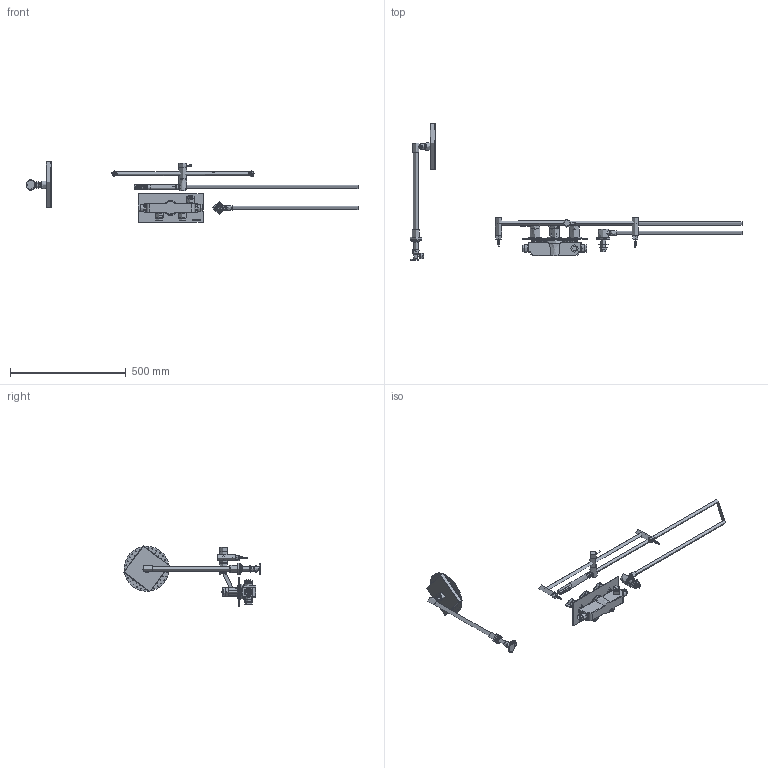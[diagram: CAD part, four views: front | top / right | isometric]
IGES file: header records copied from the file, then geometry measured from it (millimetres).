
Global section: file name: No Iges File Name specified; native system: Autodesk Inventor 2012; preprocessor: AutoDesk Inventor Iges Exporter R2012; author: mblakey; date: 20121002.142253; units: millimetre
Bounding box: 1434.3 x 589.54 x 260.04 mm (x, y, z)
Volume: 2411519.4 mm3
Topology: 81 solids, 85 shells, 4298 faces, 10196 edges, 6657 vertices
Faces by surface type: plane 2383, cylinder 622, revolution 571, bspline 326, cone 196, torus 181, sphere 19
Full cylindrical faces by diameter (mm): 2.592 x40, 2.78 x1, 3.92 x2, 5.5 x3, 5.8 x2, 6.35 x1, 7 x2, 7.8 x1, 8 x1, 8.2 x2, 8.85 x2, 8.9 x1, 9.4 x1, 13.4 x2, 14.9 x2, 16 x1, 16.3 x2, 17.5 x1, 18 x3, 18.034 x1, 18.2 x1, 18.4 x2, 18.5 x2, 19 x1, 20 x1, 20.34 x2, 20.38 x2, 20.5 x6, 20.955 x6, 21.01 x1
